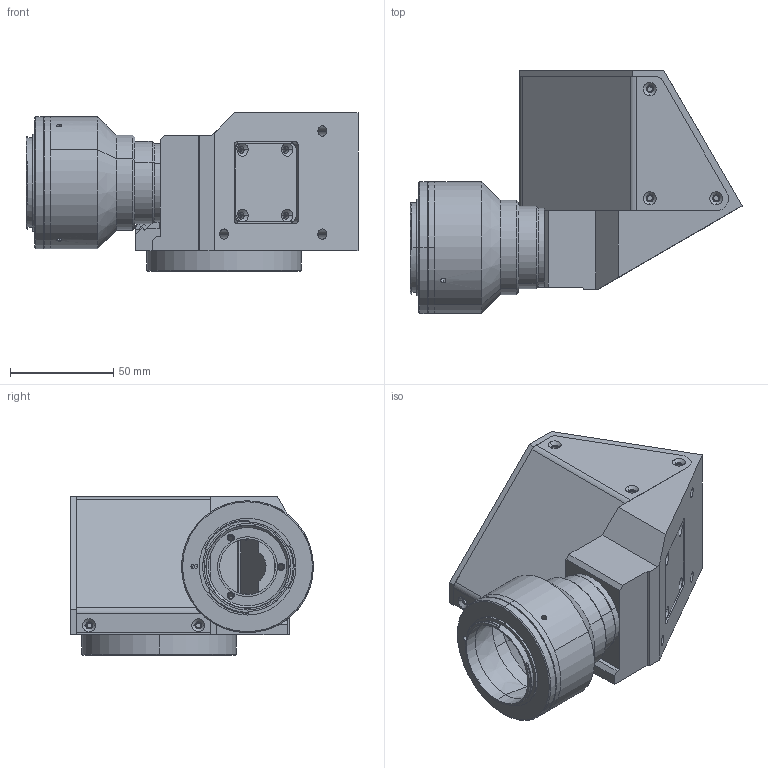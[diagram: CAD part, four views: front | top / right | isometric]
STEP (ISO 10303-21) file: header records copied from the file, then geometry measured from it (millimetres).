
FILE_DESCRIPTION (( 'STEP AP214' ), '1' );
FILE_NAME ('TCCR4M048-F.STEP', '2015-07-21T13:32:08', ( '' ), ( '' ), 'SwSTEP 2.0', 'SolidWorks 2013', '' );
FILE_SCHEMA (( 'AUTOMOTIVE_DESIGN' ));
Length unit declared in the file: millimetre
Products named in the file (1): TCCR4M048-F
Bounding box: 161.02 x 117.82 x 76.86 mm (x, y, z)
Surface area: 78314.4 mm2 (no closed solid volume)
Topology: 0 solids, 11 shells, 281 faces, 873 edges, 601 vertices
Faces by surface type: cylinder 143, plane 88, cone 48, sphere 2
Entity records: 13151 total; most frequent: CARTESIAN_POINT 2041, DIRECTION 1793, ORIENTED_EDGE 1459, EDGE_CURVE 873, AXIS2_PLACEMENT_3D 665, VERTEX_POINT 601, VECTOR 463, LINE 463
